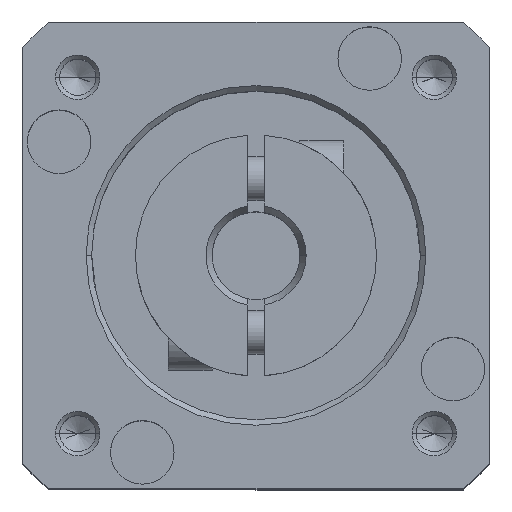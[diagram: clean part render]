
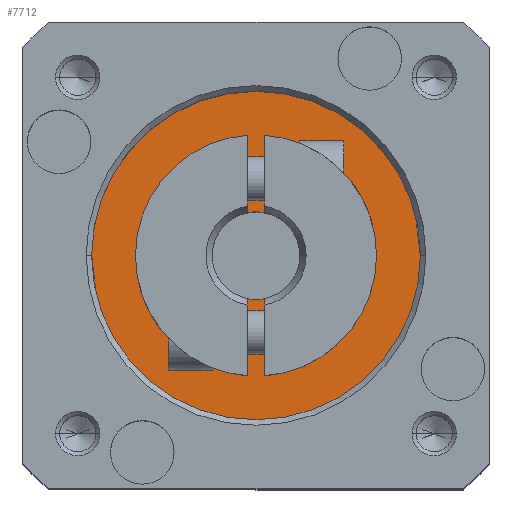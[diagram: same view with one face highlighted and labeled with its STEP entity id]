
A CAD part, top view. The second image highlights one B-rep face of the part: STEP entity #7712.
In plain terms, the highlighted planar face has unit normal (0, 0, 1).
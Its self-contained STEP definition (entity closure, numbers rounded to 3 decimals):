
#56 = CARTESIAN_POINT ( 'NONE',  ( 0., 0., 16. ) ) ;
#74 = ORIENTED_EDGE ( 'NONE', *, *, #5753, .F. ) ;
#108 = CARTESIAN_POINT ( 'NONE',  ( -15., 0., 16. ) ) ;
#279 = CARTESIAN_POINT ( 'NONE',  ( -0.75, 3.929, 16. ) ) ;
#308 = EDGE_CURVE ( 'NONE', #8076, #5363, #2597, .T. ) ;
#321 = EDGE_CURVE ( 'NONE', #5363, #4274, #6127, .T. ) ;
#440 = CARTESIAN_POINT ( 'NONE',  ( 0.75, -10.974, 16. ) ) ;
#515 = EDGE_LOOP ( 'NONE', ( #2085, #897, #4842, #5661, #74, #7178, #4404, #1513, #7395 ) ) ;
#608 = CARTESIAN_POINT ( 'NONE',  ( 0.75, 12., 16. ) ) ;
#641 = DIRECTION ( 'NONE',  ( 0., 0., 1. ) ) ;
#730 = DIRECTION ( 'NONE',  ( 1., 0., 0. ) ) ;
#897 = ORIENTED_EDGE ( 'NONE', *, *, #2427, .T. ) ;
#931 = CARTESIAN_POINT ( 'NONE',  ( 0., 0., 16. ) ) ;
#1094 = LINE ( 'NONE', #5876, #2856 ) ;
#1101 = VECTOR ( 'NONE', #1268, 1000. ) ;
#1268 = DIRECTION ( 'NONE',  ( 0., 1., 0. ) ) ;
#1309 = DIRECTION ( 'NONE',  ( 0., -1., 0. ) ) ;
#1513 = ORIENTED_EDGE ( 'NONE', *, *, #2066, .T. ) ;
#1543 = CARTESIAN_POINT ( 'NONE',  ( 0., 0., 16. ) ) ;
#1719 = CIRCLE ( 'NONE', #5417, 15. ) ;
#1957 = CARTESIAN_POINT ( 'NONE',  ( 0., 0., 16. ) ) ;
#1978 = CARTESIAN_POINT ( 'NONE',  ( 15., 0., 16. ) ) ;
#2066 = EDGE_CURVE ( 'NONE', #7725, #4986, #4749, .T. ) ;
#2085 = ORIENTED_EDGE ( 'NONE', *, *, #7496, .F. ) ;
#2178 = DIRECTION ( 'NONE',  ( 1., 0., 0. ) ) ;
#2234 = PLANE ( 'NONE',  #5253 ) ;
#2286 = DIRECTION ( 'NONE',  ( 0., 0., 1. ) ) ;
#2362 = AXIS2_PLACEMENT_3D ( 'NONE', #6271, #2286, #6928 ) ;
#2427 = EDGE_CURVE ( 'NONE', #6166, #8076, #1094, .T. ) ;
#2460 = CIRCLE ( 'NONE', #6549, 15. ) ;
#2597 = CIRCLE ( 'NONE', #7608, 4. ) ;
#2627 = DIRECTION ( 'NONE',  ( 1., 0., 0. ) ) ;
#2856 = VECTOR ( 'NONE', #5226, 1000. ) ;
#2890 = CARTESIAN_POINT ( 'NONE',  ( -0.75, 10.974, 16. ) ) ;
#2915 = DIRECTION ( 'NONE',  ( 1., 0., 0. ) ) ;
#2926 = CARTESIAN_POINT ( 'NONE',  ( -0.75, -3.929, 16. ) ) ;
#3399 = CARTESIAN_POINT ( 'NONE',  ( 0., 0., 16. ) ) ;
#3589 = FACE_BOUND ( 'NONE', #515, .T. ) ;
#4056 = DIRECTION ( 'NONE',  ( 1., 0., 0. ) ) ;
#4144 = CARTESIAN_POINT ( 'NONE',  ( -0.75, -12., 16. ) ) ;
#4152 = VECTOR ( 'NONE', #4166, 1000. ) ;
#4166 = DIRECTION ( 'NONE',  ( 0., -1., 0. ) ) ;
#4233 = VECTOR ( 'NONE', #1309, 1000. ) ;
#4274 = VERTEX_POINT ( 'NONE', #4463 ) ;
#4404 = ORIENTED_EDGE ( 'NONE', *, *, #5085, .T. ) ;
#4463 = CARTESIAN_POINT ( 'NONE',  ( -0.75, -10.974, 16. ) ) ;
#4492 = CARTESIAN_POINT ( 'NONE',  ( 0.75, 3.929, 16. ) ) ;
#4613 = CARTESIAN_POINT ( 'NONE',  ( 0., 0., 16. ) ) ;
#4614 = CARTESIAN_POINT ( 'NONE',  ( -0.75, 12., 16. ) ) ;
#4626 = CIRCLE ( 'NONE', #2362, 11. ) ;
#4697 = DIRECTION ( 'NONE',  ( 0., 0., 1. ) ) ;
#4749 = CIRCLE ( 'NONE', #8053, 4. ) ;
#4761 = CARTESIAN_POINT ( 'NONE',  ( 0.75, 10.974, 16. ) ) ;
#4819 = DIRECTION ( 'NONE',  ( 1., 0., 0. ) ) ;
#4842 = ORIENTED_EDGE ( 'NONE', *, *, #308, .T. ) ;
#4986 = VERTEX_POINT ( 'NONE', #4492 ) ;
#5055 = CIRCLE ( 'NONE', #6277, 11. ) ;
#5085 = EDGE_CURVE ( 'NONE', #8280, #7725, #6003, .T. ) ;
#5224 = CARTESIAN_POINT ( 'NONE',  ( 0.75, -3.929, 16. ) ) ;
#5226 = DIRECTION ( 'NONE',  ( 0., 1., 0. ) ) ;
#5253 = AXIS2_PLACEMENT_3D ( 'NONE', #931, #6861, #2915 ) ;
#5301 = DIRECTION ( 'NONE',  ( 1., 0., 0. ) ) ;
#5363 = VERTEX_POINT ( 'NONE', #2926 ) ;
#5374 = FACE_OUTER_BOUND ( 'NONE', #7244, .T. ) ;
#5404 = ORIENTED_EDGE ( 'NONE', *, *, #7469, .T. ) ;
#5417 = AXIS2_PLACEMENT_3D ( 'NONE', #56, #4697, #730 ) ;
#5519 = DIRECTION ( 'NONE',  ( 0., 0., -1. ) ) ;
#5585 = EDGE_CURVE ( 'NONE', #8280, #7916, #6608, .T. ) ;
#5590 = EDGE_CURVE ( 'NONE', #5622, #6915, #2460, .T. ) ;
#5622 = VERTEX_POINT ( 'NONE', #1978 ) ;
#5661 = ORIENTED_EDGE ( 'NONE', *, *, #321, .T. ) ;
#5669 = AXIS2_PLACEMENT_3D ( 'NONE', #4613, #641, #5301 ) ;
#5753 = EDGE_CURVE ( 'NONE', #7916, #4274, #4626, .T. ) ;
#5876 = CARTESIAN_POINT ( 'NONE',  ( 0.75, -12., 16. ) ) ;
#6003 = LINE ( 'NONE', #4614, #4233 ) ;
#6127 = LINE ( 'NONE', #4144, #4152 ) ;
#6146 = CARTESIAN_POINT ( 'NONE',  ( 0., 0., 16. ) ) ;
#6166 = VERTEX_POINT ( 'NONE', #440 ) ;
#6167 = DIRECTION ( 'NONE',  ( 0., 0., -1. ) ) ;
#6271 = CARTESIAN_POINT ( 'NONE',  ( 0., 0., 16. ) ) ;
#6277 = AXIS2_PLACEMENT_3D ( 'NONE', #3399, #7986, #4056 ) ;
#6549 = AXIS2_PLACEMENT_3D ( 'NONE', #1957, #6602, #2627 ) ;
#6602 = DIRECTION ( 'NONE',  ( 0., 0., 1. ) ) ;
#6608 = CIRCLE ( 'NONE', #5669, 11. ) ;
#6861 = DIRECTION ( 'NONE',  ( 0., 0., 1. ) ) ;
#6915 = VERTEX_POINT ( 'NONE', #108 ) ;
#6928 = DIRECTION ( 'NONE',  ( 1., 0., 0. ) ) ;
#7178 = ORIENTED_EDGE ( 'NONE', *, *, #5585, .F. ) ;
#7244 = EDGE_LOOP ( 'NONE', ( #7797, #5404 ) ) ;
#7395 = ORIENTED_EDGE ( 'NONE', *, *, #8098, .T. ) ;
#7469 = EDGE_CURVE ( 'NONE', #6915, #5622, #1719, .T. ) ;
#7496 = EDGE_CURVE ( 'NONE', #6166, #7539, #5055, .T. ) ;
#7539 = VERTEX_POINT ( 'NONE', #4761 ) ;
#7608 = AXIS2_PLACEMENT_3D ( 'NONE', #6146, #5519, #4819 ) ;
#7712 = ADVANCED_FACE ( 'NONE', ( #3589, #5374 ), #2234, .T. ) ;
#7725 = VERTEX_POINT ( 'NONE', #279 ) ;
#7797 = ORIENTED_EDGE ( 'NONE', *, *, #5590, .T. ) ;
#7843 = CARTESIAN_POINT ( 'NONE',  ( -11., 0., 16. ) ) ;
#7916 = VERTEX_POINT ( 'NONE', #7843 ) ;
#7986 = DIRECTION ( 'NONE',  ( 0., 0., 1. ) ) ;
#8053 = AXIS2_PLACEMENT_3D ( 'NONE', #1543, #6167, #2178 ) ;
#8076 = VERTEX_POINT ( 'NONE', #5224 ) ;
#8098 = EDGE_CURVE ( 'NONE', #4986, #7539, #8535, .T. ) ;
#8280 = VERTEX_POINT ( 'NONE', #2890 ) ;
#8535 = LINE ( 'NONE', #608, #1101 ) ;
